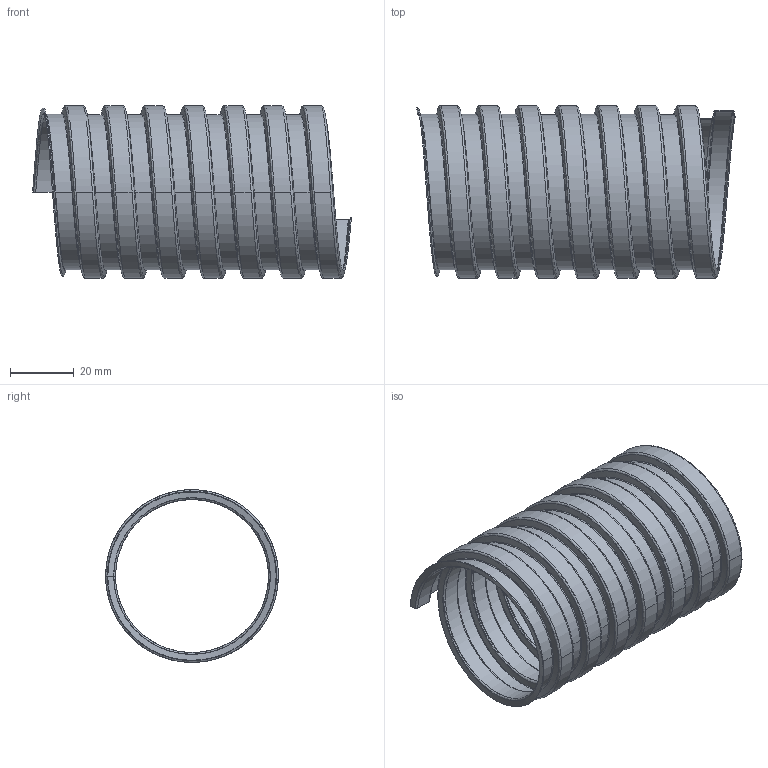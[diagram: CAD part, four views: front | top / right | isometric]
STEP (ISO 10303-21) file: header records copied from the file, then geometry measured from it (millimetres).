
FILE_DESCRIPTION(/* description */ ('Металлорукав Р3-Ц','CAx-IF Rec.Pracs.---Representation and Presentation of Product Manufacturing Information (PMI)---4.0---2014-10-13'),/* implementation_level */ '2;1');
FILE_NAME(/* name */ '',/* time_stamp */ '2025-05-30T13:53:40+07:00',/* author */ ('zeta-82'),/* organization */ ('ЗЭТА'),/* preprocessor_version */ 'ST-DEVELOPER v19.2',/* originating_system */ 'Autodesk Inventor 2024',/* authorisation */ '');
FILE_SCHEMA (('AP242_MANAGED_MODEL_BASED_3D_ENGINEERING_MIM_LF { 1 0 10303 442 1 1 4 }'));
Length unit declared in the file: millimetre
Products named in the file (1): ЗЭТА.104.210.000-12
Bounding box: 100 x 54.2 x 54.17 mm (x, y, z)
Volume: 7280.2 mm3; surface area: 42452.8 mm2
Topology: 1 solids, 1 shells, 64 faces, 186 edges, 124 vertices
Faces by surface type: cylinder 48, bspline 14, plane 2
Full cylindrical faces by diameter (mm): 48 x6, 48.7 x6, 49.4 x6, 52.8 x6, 53.5 x6, 54.2 x6
Entity records: 9926 total; most frequent: CARTESIAN_POINT 8260, ORIENTED_EDGE 372, DIRECTION 236, EDGE_CURVE 186, VERTEX_POINT 124, B_SPLINE_CURVE_WITH_KNOTS 104, AXIS2_PLACEMENT_3D 85, LINE 66
